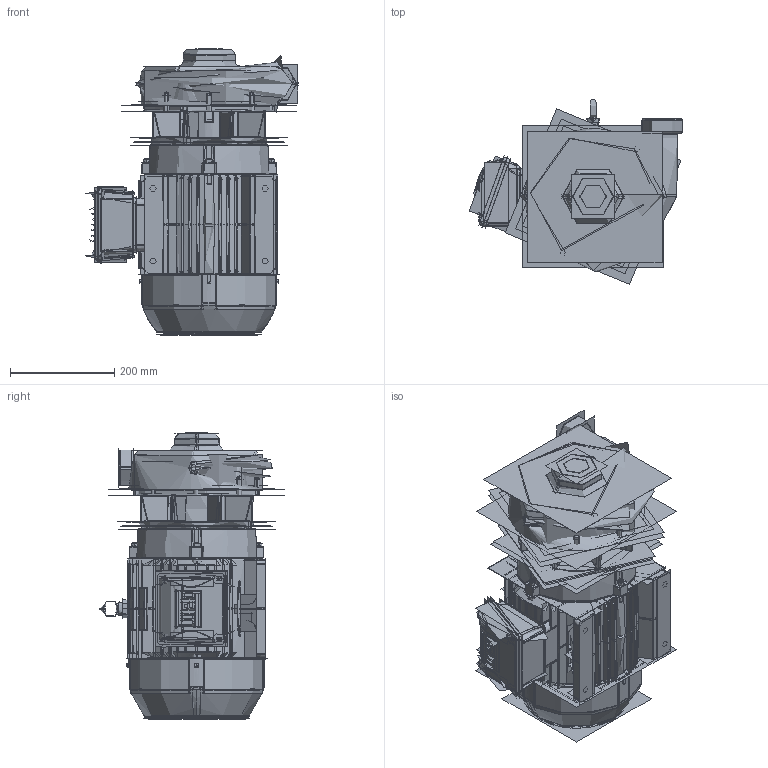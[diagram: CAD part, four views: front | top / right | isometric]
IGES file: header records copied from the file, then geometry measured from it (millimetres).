
Start section:  PTC IGES file: 8723712800_bc_22r_asm.igs
Global section: file name: 8723712800_bc_22r_asm.igs; native system: Creo Parametric by PTC Inc.; preprocessor: 2021063; author: pand01; organization: Unknown; date: 20210729.140022; units: millimetre
Bounding box: 409.69 x 355.64 x 550.02 mm (x, y, z)
Volume: 41896258 mm3; surface area: 12225259.2 mm2
Topology: 23 solids, 32 shells, 6082 faces, 35449 edges, 48499 vertices
Faces by surface type: bspline 4464, revolution 1618
